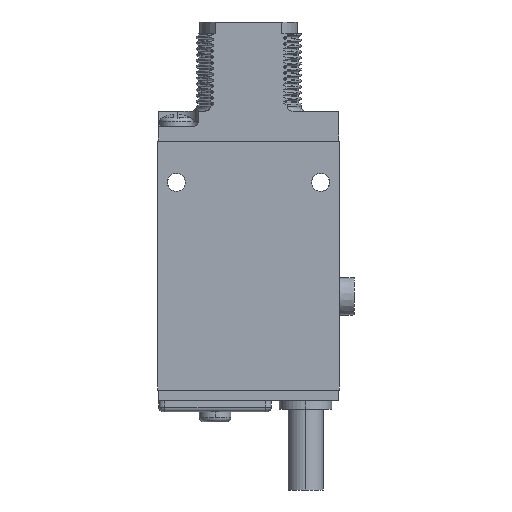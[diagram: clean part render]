
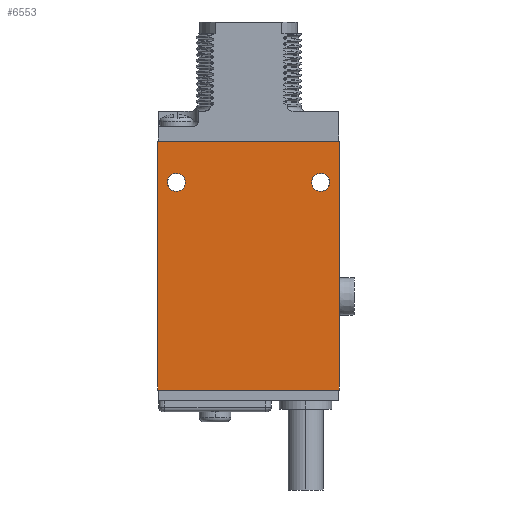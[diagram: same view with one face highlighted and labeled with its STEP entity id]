
A CAD part, left-side view. The second image highlights one B-rep face of the part: STEP entity #6553.
In plain terms, the highlighted planar face has unit normal (-1, 0, 0).
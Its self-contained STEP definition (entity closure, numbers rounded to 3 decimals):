
#1=DIRECTION('',(0.,-1.,0.));
#2=VECTOR('',#1,0.076);
#3=CARTESIAN_POINT('',(-6.02,-15.291,0.));
#4=LINE('',#3,#2);
#5=DIRECTION('',(0.,0.,-1.));
#6=VECTOR('',#5,42.164);
#7=CARTESIAN_POINT('',(-6.02,-15.367,0.));
#8=LINE('',#7,#6);
#9=DIRECTION('',(0.,1.,0.));
#10=VECTOR('',#9,30.785);
#11=CARTESIAN_POINT('',(-6.02,-15.367,-42.164));
#12=LINE('',#11,#10);
#13=DIRECTION('',(0.,0.,1.));
#14=VECTOR('',#13,42.164);
#15=CARTESIAN_POINT('',(-6.02,15.418,-42.164));
#16=LINE('',#15,#14);
#17=DIRECTION('',(0.,-1.,0.));
#18=VECTOR('',#17,0.127);
#19=CARTESIAN_POINT('',(-6.02,15.418,0.));
#20=LINE('',#19,#18);
#21=DIRECTION('',(0.,1.,0.));
#22=VECTOR('',#21,30.582);
#23=CARTESIAN_POINT('',(-6.02,-15.291,0.));
#24=LINE('',#23,#22);
#25=CARTESIAN_POINT('',(-6.02,12.243,-6.985));
#26=DIRECTION('',(1.,0.,0.));
#27=DIRECTION('',(0.,0.,-1.));
#28=AXIS2_PLACEMENT_3D('',#25,#26,#27);
#30=CARTESIAN_POINT('',(-6.02,12.243,-6.985));
#31=DIRECTION('',(1.,0.,0.));
#32=DIRECTION('',(0.,0.,1.));
#33=AXIS2_PLACEMENT_3D('',#30,#31,#32);
#35=CARTESIAN_POINT('',(-6.02,-12.192,-6.985));
#36=DIRECTION('',(1.,0.,0.));
#37=DIRECTION('',(0.,0.,-1.));
#38=AXIS2_PLACEMENT_3D('',#35,#36,#37);
#40=CARTESIAN_POINT('',(-6.02,-12.192,-6.985));
#41=DIRECTION('',(1.,0.,0.));
#42=DIRECTION('',(0.,0.,1.));
#43=AXIS2_PLACEMENT_3D('',#40,#41,#42);
#5755=CARTESIAN_POINT('',(-6.02,-15.367,0.));
#5756=CARTESIAN_POINT('',(-6.02,-15.367,-42.164));
#5757=VERTEX_POINT('',#5755);
#5758=VERTEX_POINT('',#5756);
#5759=CARTESIAN_POINT('',(-6.02,15.418,-42.164));
#5760=VERTEX_POINT('',#5759);
#5761=CARTESIAN_POINT('',(-6.02,15.418,0.));
#5762=VERTEX_POINT('',#5761);
#5771=CARTESIAN_POINT('',(-6.02,12.243,-8.535));
#5772=CARTESIAN_POINT('',(-6.02,12.243,-5.435));
#5773=VERTEX_POINT('',#5771);
#5774=VERTEX_POINT('',#5772);
#5775=CARTESIAN_POINT('',(-6.02,-12.192,-8.535));
#5776=CARTESIAN_POINT('',(-6.02,-12.192,-5.435));
#5777=VERTEX_POINT('',#5775);
#5778=VERTEX_POINT('',#5776);
#6348=CARTESIAN_POINT('',(-6.02,-15.291,0.));
#6349=CARTESIAN_POINT('',(-6.02,15.291,0.));
#6350=VERTEX_POINT('',#6348);
#6351=VERTEX_POINT('',#6349);
#6522=CARTESIAN_POINT('',(-6.02,-15.367,0.));
#6523=DIRECTION('',(1.,0.,0.));
#6524=DIRECTION('',(0.,0.,-1.));
#6525=AXIS2_PLACEMENT_3D('',#6522,#6523,#6524);
#6526=PLANE('',#6525);
#6528=ORIENTED_EDGE('',*,*,#6527,.T.);
#6530=ORIENTED_EDGE('',*,*,#6529,.T.);
#6532=ORIENTED_EDGE('',*,*,#6531,.T.);
#6534=ORIENTED_EDGE('',*,*,#6533,.T.);
#6536=ORIENTED_EDGE('',*,*,#6535,.T.);
#6538=ORIENTED_EDGE('',*,*,#6537,.F.);
#6539=EDGE_LOOP('',(#6528,#6530,#6532,#6534,#6536,#6538));
#6540=FACE_OUTER_BOUND('',#6539,.F.);
#6542=ORIENTED_EDGE('',*,*,#6541,.F.);
#6544=ORIENTED_EDGE('',*,*,#6543,.F.);
#6545=EDGE_LOOP('',(#6542,#6544));
#6546=FACE_BOUND('',#6545,.F.);
#6548=ORIENTED_EDGE('',*,*,#6547,.F.);
#6550=ORIENTED_EDGE('',*,*,#6549,.F.);
#6551=EDGE_LOOP('',(#6548,#6550));
#6552=FACE_BOUND('',#6551,.F.);
#6553=ADVANCED_FACE('',(#6540,#6546,#6552),#6526,.F.);
#29=CIRCLE('',#28,1.55);
#34=CIRCLE('',#33,1.55);
#39=CIRCLE('',#38,1.55);
#44=CIRCLE('',#43,1.55);
#6527=EDGE_CURVE('',#6350,#5757,#4,.T.);
#6529=EDGE_CURVE('',#5757,#5758,#8,.T.);
#6531=EDGE_CURVE('',#5758,#5760,#12,.T.);
#6533=EDGE_CURVE('',#5760,#5762,#16,.T.);
#6535=EDGE_CURVE('',#5762,#6351,#20,.T.);
#6537=EDGE_CURVE('',#6350,#6351,#24,.T.);
#6541=EDGE_CURVE('',#5773,#5774,#29,.T.);
#6543=EDGE_CURVE('',#5774,#5773,#34,.T.);
#6547=EDGE_CURVE('',#5777,#5778,#39,.T.);
#6549=EDGE_CURVE('',#5778,#5777,#44,.T.);
